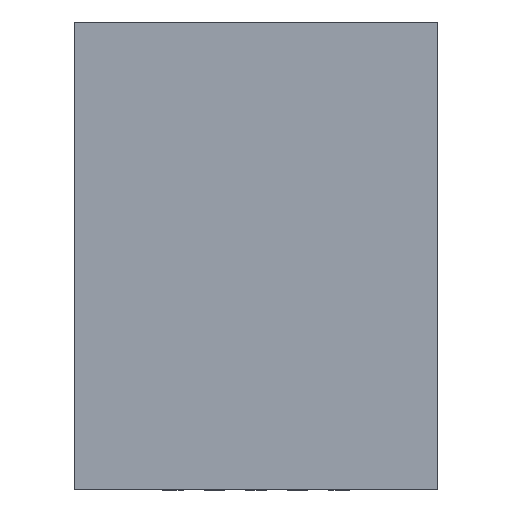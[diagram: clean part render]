
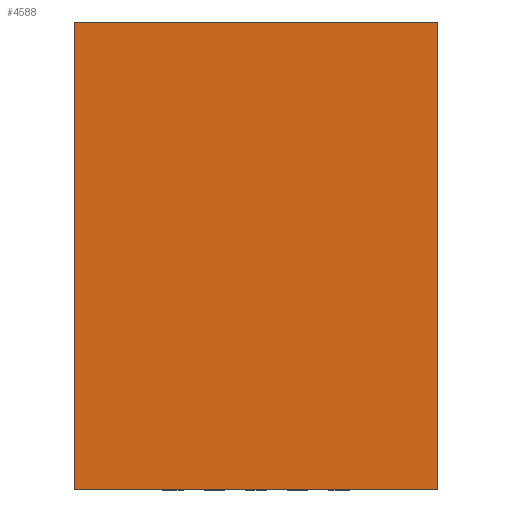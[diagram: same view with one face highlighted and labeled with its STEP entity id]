
A CAD part, top view. The second image highlights one B-rep face of the part: STEP entity #4588.
In plain terms, the highlighted face is planar.
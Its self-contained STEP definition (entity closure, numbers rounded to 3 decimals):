
#1943=DIRECTION('',(0.,0.,1.));
#1944=VECTOR('',#1943,4.5);
#1945=CARTESIAN_POINT('',(-1.75,0.975,-2.25));
#1946=LINE('',#1945,#1944);
#1950=DIRECTION('',(-1.,0.,0.));
#1951=VECTOR('',#1950,3.5);
#1952=CARTESIAN_POINT('',(1.75,0.975,-2.25));
#1953=LINE('',#1952,#1951);
#1957=DIRECTION('',(0.,0.,-1.));
#1958=VECTOR('',#1957,4.5);
#1959=CARTESIAN_POINT('',(1.75,0.975,2.25));
#1960=LINE('',#1959,#1958);
#1964=DIRECTION('',(1.,0.,0.));
#1965=VECTOR('',#1964,3.5);
#1966=CARTESIAN_POINT('',(-1.75,0.975,2.25));
#1967=LINE('',#1966,#1965);
#2725=CARTESIAN_POINT('',(-1.75,0.975,-2.25));
#2726=CARTESIAN_POINT('',(-1.75,0.975,2.25));
#2727=VERTEX_POINT('',#2725);
#2728=VERTEX_POINT('',#2726);
#2729=CARTESIAN_POINT('',(1.75,0.975,2.25));
#2730=VERTEX_POINT('',#2729);
#2731=CARTESIAN_POINT('',(1.75,0.975,-2.25));
#2732=VERTEX_POINT('',#2731);
#4577=CARTESIAN_POINT('',(0.,0.975,0.));
#4578=DIRECTION('',(0.,1.,0.));
#4579=DIRECTION('',(1.,0.,0.));
#4580=AXIS2_PLACEMENT_3D('',#4577,#4578,#4579);
#4581=PLANE('',#4580);
#4582=ORIENTED_EDGE('',*,*,#3545,.F.);
#4583=ORIENTED_EDGE('',*,*,#4072,.F.);
#4584=ORIENTED_EDGE('',*,*,#4360,.F.);
#4585=ORIENTED_EDGE('',*,*,#4487,.F.);
#4586=EDGE_LOOP('',(#4582,#4583,#4584,#4585));
#4587=FACE_OUTER_BOUND('',#4586,.F.);
#4588=ADVANCED_FACE('',(#4587),#4581,.T.);
#3545=EDGE_CURVE('',#2727,#2728,#1946,.T.);
#4072=EDGE_CURVE('',#2732,#2727,#1953,.T.);
#4360=EDGE_CURVE('',#2730,#2732,#1960,.T.);
#4487=EDGE_CURVE('',#2728,#2730,#1967,.T.);
